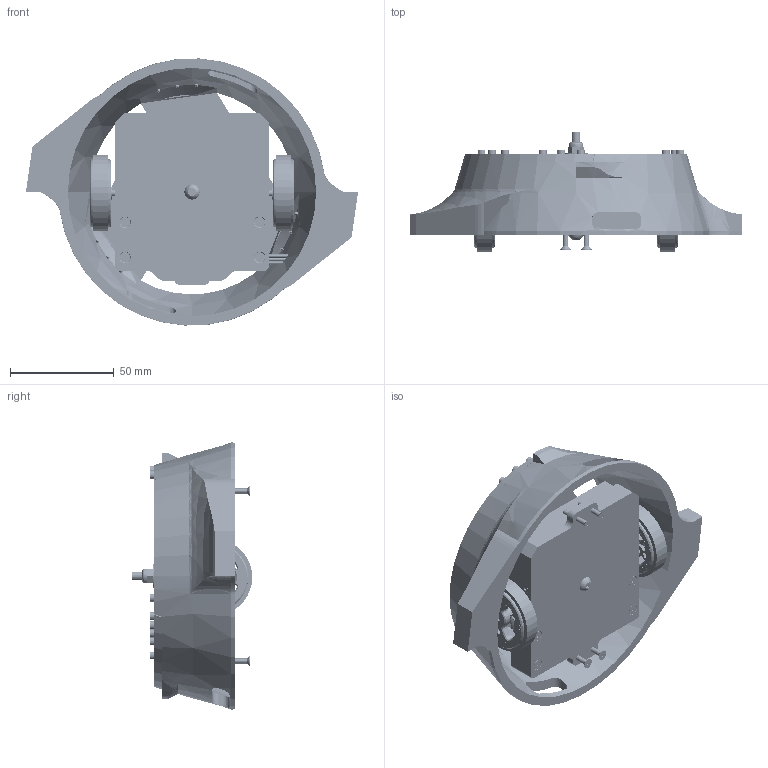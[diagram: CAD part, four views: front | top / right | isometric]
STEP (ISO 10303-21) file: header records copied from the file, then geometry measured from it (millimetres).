
FILE_DESCRIPTION((''),'2;1');
FILE_NAME('IE_1--V3-_10001_ASM','2024-03-19T09:29:33',('77678'),(''),'CREO PARAMETRIC BY PTC INC, 2020053','CREO PARAMETRIC BY PTC INC, 2020053','');
FILE_SCHEMA(('AP242_MANAGED_MODEL_BASED_3D_ENGINEERING_MIM_LF { 1 0 10303 442 1 1 4 }'));
Products named in the file (32): __STEP0001; 00; 4X7X100; YTM4X45; 0002; 0003; IE_1--V3_2__IE_1--0001_ASM; 0004; M2X80001; MFL104ZZ; M40001; 2S450MAH75C_000; HY2_0-3PIN00_2-13258; XHB2_54-3PIN00_2-26166; HY2_0-3PIN00_2-31427; ZH1_5-3PIN00_1; SH1_25-4PIN00_1; 0011_7; XHB2_54-3PIN00_2-74479; SH1_25-3PIN00_1; EM40D00_ASM; EM40D_18061900KV_20001; EM40D202403180001; 300202312260001; 30037MM202312260001; 0005_ASM; EM40D_202312260001; GB819_1-M2X6-4_8; 000; M2_50001; M2-5X16; IE_1--V3-_10001_ASM
Assembly tree (71 placements, depth 3):
  IE_1--V3-_10001_ASM
    __STEP0001
    IE_1--V3_2__IE_1--0001_ASM
      00
      4X7X100
      YTM4X45
      0002
      0003
    0004
    M2X80001  x13
    MFL104ZZ  x2
    M40001
    2S450MAH75C_000
    EM40D00_ASM
      HY2_0-3PIN00_2-13258
      XHB2_54-3PIN00_2-26166
      HY2_0-3PIN00_2-31427
      ZH1_5-3PIN00_1  x4
      SH1_25-4PIN00_1
      0011_7
      XHB2_54-3PIN00_2-74479
      SH1_25-3PIN00_1
    EM40D_18061900KV_20001
    0005_ASM  x2
      EM40D202403180001
      300202312260001
      30037MM202312260001
    EM40D_202312260001
    GB819_1-M2X6-4_8  x14
    000
    M2_50001  x4
    M2-5X16  x8
Bounding box: 160.35 x 58.25 x 129.04 mm (x, y, z)
Volume: 213068.7 mm3; surface area: 131948.3 mm2
Topology: 70 solids, 87 shells, 8535 faces, 22854 edges, 14982 vertices
Faces by surface type: plane 5213, cylinder 1553, extrusion 628, cone 624, bspline 261, torus 214, sphere 42
Entity records: 217258 total; most frequent: CARTESIAN_POINT 64559, ORIENTED_EDGE 27118, DIRECTION 23865, EDGE_CURVE 13559, VECTOR 10037, LINE 9645, VERTEX_POINT 8983, PRESENTATION_STYLE_ASSIGNMENT 7286
